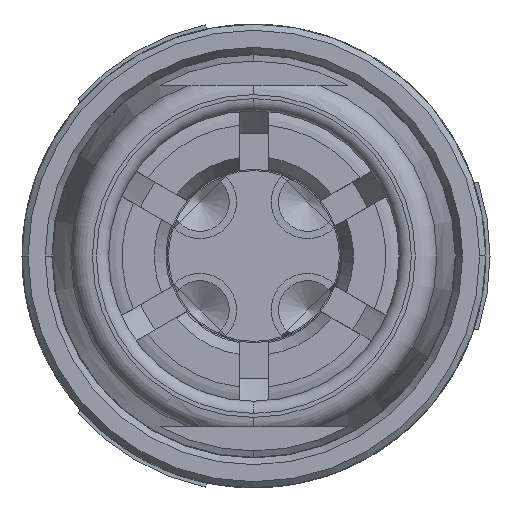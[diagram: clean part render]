
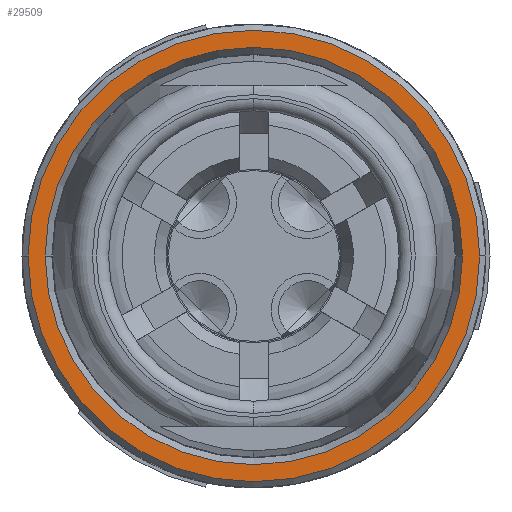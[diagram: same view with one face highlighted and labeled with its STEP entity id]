
A CAD part, left-side view. The second image highlights one B-rep face of the part: STEP entity #29509.
In plain terms, the highlighted planar face has unit normal (-1, 0, 0).
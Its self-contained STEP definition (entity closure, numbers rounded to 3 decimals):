
#11242=CARTESIAN_POINT('',(-26.149,0.,0.));
#11243=DIRECTION('',(1.,0.,0.));
#11244=DIRECTION('',(0.,1.,0.));
#11245=AXIS2_PLACEMENT_3D('',#11242,#11243,#11244);
#11252=CARTESIAN_POINT('',(-26.149,0.,0.));
#11253=DIRECTION('',(-1.,0.,0.));
#11254=DIRECTION('',(0.,1.,0.));
#11255=AXIS2_PLACEMENT_3D('',#11252,#11253,#11254);
#11270=CARTESIAN_POINT('',(-26.149,0.,0.));
#11271=DIRECTION('',(1.,0.,0.));
#11272=DIRECTION('',(0.,1.,0.));
#11273=AXIS2_PLACEMENT_3D('',#11270,#11271,#11272);
#11283=CARTESIAN_POINT('',(-26.149,0.,0.));
#11284=DIRECTION('',(-1.,0.,0.));
#11285=DIRECTION('',(0.,1.,0.));
#11286=AXIS2_PLACEMENT_3D('',#11283,#11284,#11285);
#25818=CARTESIAN_POINT('',(-26.149,8.55,0.));
#25820=VERTEX_POINT('',#25818);
#25824=CARTESIAN_POINT('',(-26.149,-8.55,0.));
#25826=VERTEX_POINT('',#25824);
#25864=CARTESIAN_POINT('',(-26.149,9.25,0.));
#25865=CARTESIAN_POINT('',(-26.149,-9.25,0.));
#25866=VERTEX_POINT('',#25864);
#25867=VERTEX_POINT('',#25865);
#29493=CARTESIAN_POINT('',(-26.149,0.,0.));
#29494=DIRECTION('',(1.,0.,0.));
#29495=DIRECTION('',(0.,-1.,0.));
#29496=AXIS2_PLACEMENT_3D('',#29493,#29494,#29495);
#29497=PLANE('',#29496);
#29499=ORIENTED_EDGE('',*,*,#29498,.F.);
#29500=ORIENTED_EDGE('',*,*,#29476,.T.);
#29501=EDGE_LOOP('',(#29499,#29500));
#29502=FACE_OUTER_BOUND('',#29501,.F.);
#29504=ORIENTED_EDGE('',*,*,#29503,.F.);
#29506=ORIENTED_EDGE('',*,*,#29505,.T.);
#29507=EDGE_LOOP('',(#29504,#29506));
#29508=FACE_BOUND('',#29507,.F.);
#11246=CIRCLE('',#11245,9.25);
#11256=CIRCLE('',#11255,9.25);
#11274=CIRCLE('',#11273,8.55);
#11287=CIRCLE('',#11286,8.55);
#29476=EDGE_CURVE('',#25866,#25867,#11246,.T.);
#29498=EDGE_CURVE('',#25866,#25867,#11256,.T.);
#29503=EDGE_CURVE('',#25820,#25826,#11274,.T.);
#29505=EDGE_CURVE('',#25820,#25826,#11287,.T.);
#29509=ADVANCED_FACE('',(#29502,#29508),#29497,.F.);
